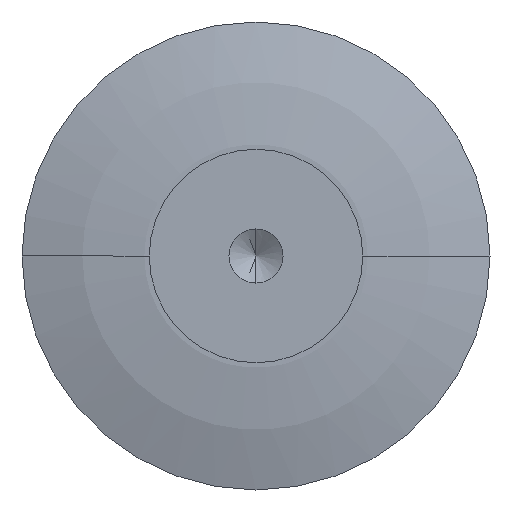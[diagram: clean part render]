
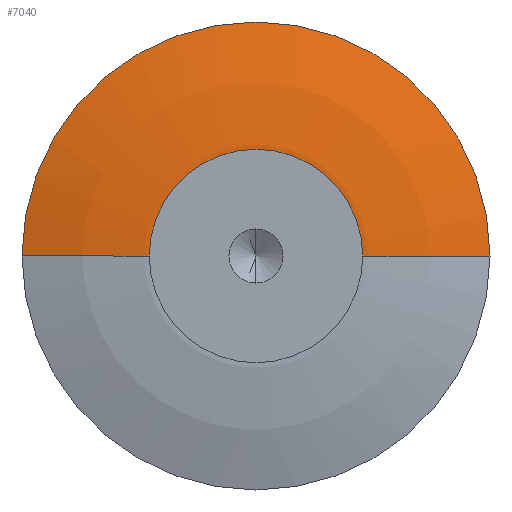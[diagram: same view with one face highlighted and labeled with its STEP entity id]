
A CAD part, front view. The second image highlights one B-rep face of the part: STEP entity #7040.
In plain terms, the highlighted toroidal (fillet/blend) face has major radius 5.113 mm and minor radius 28.651 mm.
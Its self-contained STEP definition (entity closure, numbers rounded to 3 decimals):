
#12 = CIRCLE ( 'NONE', #2879, 3. ) ;
#354 = CIRCLE ( 'NONE', #5960, 14.25 ) ;
#359 = AXIS2_PLACEMENT_3D ( 'NONE', #1934, #5941, #1973 ) ;
#363 = DIRECTION ( 'NONE',  ( 0., -1., 0. ) ) ;
#490 = EDGE_CURVE ( 'NONE', #3251, #636, #3548, .T. ) ;
#505 = CARTESIAN_POINT ( 'NONE',  ( 0., 16.659, 0. ) ) ;
#636 = VERTEX_POINT ( 'NONE', #2533 ) ;
#1187 = VERTEX_POINT ( 'NONE', #6944 ) ;
#1302 = CIRCLE ( 'NONE', #359, 28.651 ) ;
#1442 = TOROIDAL_SURFACE ( 'NONE', #5165, 5.113, 28.651 ) ;
#1599 = ORIENTED_EDGE ( 'NONE', *, *, #2502, .F. ) ;
#1638 = ORIENTED_EDGE ( 'NONE', *, *, #4470, .T. ) ;
#1934 = CARTESIAN_POINT ( 'NONE',  ( 5.113, 43.814, 0. ) ) ;
#1973 = DIRECTION ( 'NONE',  ( -1., 0., 0. ) ) ;
#1985 = AXIS2_PLACEMENT_3D ( 'NONE', #3940, #2867, #6897 ) ;
#2087 = VERTEX_POINT ( 'NONE', #6459 ) ;
#2180 = DIRECTION ( 'NONE',  ( 1., 0., 0. ) ) ;
#2502 = EDGE_CURVE ( 'NONE', #2087, #1187, #1302, .T. ) ;
#2533 = CARTESIAN_POINT ( 'NONE',  ( -3., 15.241, 0. ) ) ;
#2867 = DIRECTION ( 'NONE',  ( 0., 0., 1. ) ) ;
#2879 = AXIS2_PLACEMENT_3D ( 'NONE', #3682, #363, #5970 ) ;
#2889 = EDGE_CURVE ( 'NONE', #1187, #636, #12, .T. ) ;
#3251 = VERTEX_POINT ( 'NONE', #5306 ) ;
#3507 = ORIENTED_EDGE ( 'NONE', *, *, #2889, .F. ) ;
#3548 = CIRCLE ( 'NONE', #1985, 28.651 ) ;
#3682 = CARTESIAN_POINT ( 'NONE',  ( 0., 15.241, 0. ) ) ;
#3940 = CARTESIAN_POINT ( 'NONE',  ( -5.113, 43.814, 0. ) ) ;
#4407 = ORIENTED_EDGE ( 'NONE', *, *, #490, .T. ) ;
#4470 = EDGE_CURVE ( 'NONE', #2087, #3251, #354, .T. ) ;
#5165 = AXIS2_PLACEMENT_3D ( 'NONE', #6857, #6893, #5216 ) ;
#5216 = DIRECTION ( 'NONE',  ( 1., 0., 0. ) ) ;
#5306 = CARTESIAN_POINT ( 'NONE',  ( -14.25, 16.659, 0. ) ) ;
#5743 = FACE_OUTER_BOUND ( 'NONE', #7081, .T. ) ;
#5941 = DIRECTION ( 'NONE',  ( 0., 0., -1. ) ) ;
#5960 = AXIS2_PLACEMENT_3D ( 'NONE', #505, #7298, #2180 ) ;
#5970 = DIRECTION ( 'NONE',  ( 1., 0., 0. ) ) ;
#6459 = CARTESIAN_POINT ( 'NONE',  ( 14.25, 16.659, 0. ) ) ;
#6857 = CARTESIAN_POINT ( 'NONE',  ( 0., 43.814, 0. ) ) ;
#6893 = DIRECTION ( 'NONE',  ( 0., -1., 0. ) ) ;
#6897 = DIRECTION ( 'NONE',  ( 1., 0., 0. ) ) ;
#6944 = CARTESIAN_POINT ( 'NONE',  ( 3., 15.241, 0. ) ) ;
#7040 = ADVANCED_FACE ( 'NONE', ( #5743 ), #1442, .T. ) ;
#7081 = EDGE_LOOP ( 'NONE', ( #1638, #4407, #3507, #1599 ) ) ;
#7298 = DIRECTION ( 'NONE',  ( 0., -1., 0. ) ) ;
